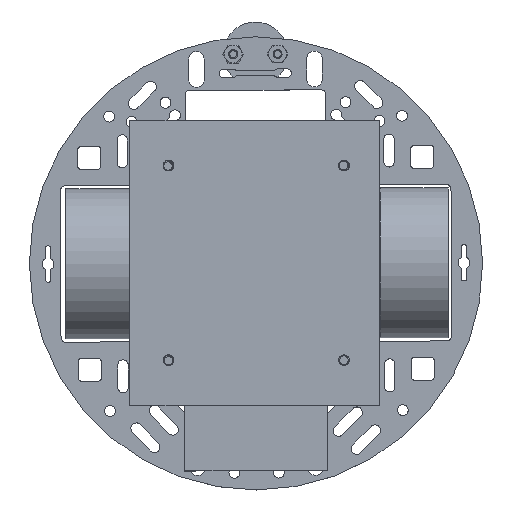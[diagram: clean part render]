
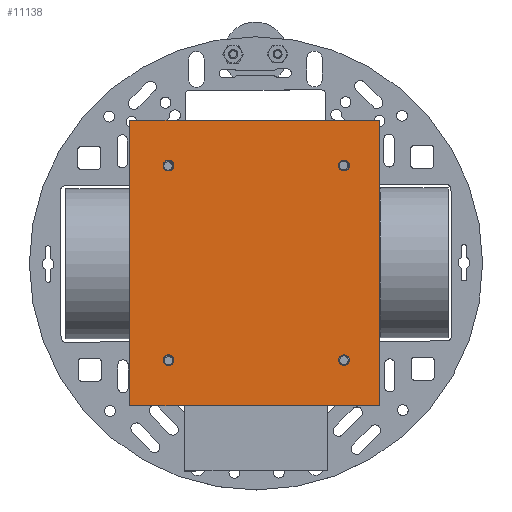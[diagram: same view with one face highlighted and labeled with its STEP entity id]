
A CAD part, top view. The second image highlights one B-rep face of the part: STEP entity #11138.
In plain terms, the highlighted planar face has unit normal (0, 0, 1).
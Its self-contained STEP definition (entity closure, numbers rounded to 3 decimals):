
#716=FACE_BOUND('',#3009,.T.);
#717=FACE_BOUND('',#3010,.T.);
#718=FACE_BOUND('',#3011,.T.);
#719=FACE_BOUND('',#3012,.T.);
#1550=CIRCLE('',#12284,1.5);
#1552=CIRCLE('',#12287,1.5);
#1554=CIRCLE('',#12290,1.5);
#1556=CIRCLE('',#12294,1.5);
#2144=FACE_OUTER_BOUND('',#3008,.T.);
#3008=EDGE_LOOP('',(#9989,#9990,#9991,#9992));
#3009=EDGE_LOOP('',(#9993));
#3010=EDGE_LOOP('',(#9994));
#3011=EDGE_LOOP('',(#9995));
#3012=EDGE_LOOP('',(#9996));
#3836=LINE('',#19216,#4602);
#3840=LINE('',#19224,#4606);
#3843=LINE('',#19230,#4609);
#3846=LINE('',#19250,#4612);
#4602=VECTOR('',#15302,80.);
#4606=VECTOR('',#15308,70.);
#4609=VECTOR('',#15313,80.);
#4612=VECTOR('',#15336,70.);
#5577=VERTEX_POINT('',#19214);
#5578=VERTEX_POINT('',#19215);
#5581=VERTEX_POINT('',#19223);
#5583=VERTEX_POINT('',#19229);
#5586=VERTEX_POINT('',#19237);
#5588=VERTEX_POINT('',#19242);
#5590=VERTEX_POINT('',#19247);
#5592=VERTEX_POINT('',#19255);
#7061=EDGE_CURVE('',#5577,#5578,#3836,.T.);
#7065=EDGE_CURVE('',#5578,#5581,#3840,.T.);
#7068=EDGE_CURVE('',#5581,#5583,#3843,.T.);
#7072=EDGE_CURVE('',#5586,#5586,#1550,.T.);
#7074=EDGE_CURVE('',#5588,#5588,#1552,.T.);
#7076=EDGE_CURVE('',#5590,#5590,#1554,.T.);
#7077=EDGE_CURVE('',#5583,#5577,#3846,.T.);
#7080=EDGE_CURVE('',#5592,#5592,#1556,.T.);
#9989=ORIENTED_EDGE('',*,*,#7061,.T.);
#9990=ORIENTED_EDGE('',*,*,#7065,.T.);
#9991=ORIENTED_EDGE('',*,*,#7068,.T.);
#9992=ORIENTED_EDGE('',*,*,#7077,.T.);
#9993=ORIENTED_EDGE('',*,*,#7076,.F.);
#9994=ORIENTED_EDGE('',*,*,#7074,.F.);
#9995=ORIENTED_EDGE('',*,*,#7072,.F.);
#9996=ORIENTED_EDGE('',*,*,#7080,.F.);
#10576=PLANE('',#12296);
#11138=ADVANCED_FACE('',(#2144,#716,#717,#718,#719),#10576,.T.);
#12284=AXIS2_PLACEMENT_3D('',#19238,#15320,#15321);
#12287=AXIS2_PLACEMENT_3D('',#19243,#15326,#15327);
#12290=AXIS2_PLACEMENT_3D('',#19248,#15332,#15333);
#12294=AXIS2_PLACEMENT_3D('',#19256,#15342,#15343);
#12296=AXIS2_PLACEMENT_3D('',#19258,#15346,#15347);
#15302=DIRECTION('',(-1.,0.,0.));
#15308=DIRECTION('',(0.,-1.,0.));
#15313=DIRECTION('',(1.,0.,0.));
#15320=DIRECTION('center_axis',(0.,0.,1.));
#15321=DIRECTION('ref_axis',(1.,0.,0.));
#15326=DIRECTION('center_axis',(0.,0.,1.));
#15327=DIRECTION('ref_axis',(1.,0.,0.));
#15332=DIRECTION('center_axis',(0.,0.,1.));
#15333=DIRECTION('ref_axis',(1.,0.,0.));
#15336=DIRECTION('',(0.,1.,0.));
#15342=DIRECTION('center_axis',(0.,0.,1.));
#15343=DIRECTION('ref_axis',(1.,0.,0.));
#15346=DIRECTION('center_axis',(0.,0.,1.));
#15347=DIRECTION('ref_axis',(1.,0.,0.));
#19214=CARTESIAN_POINT('',(70.,0.,0.));
#19215=CARTESIAN_POINT('',(-10.,0.,0.));
#19216=CARTESIAN_POINT('',(70.,0.,0.));
#19223=CARTESIAN_POINT('',(-10.,-70.,0.));
#19224=CARTESIAN_POINT('',(-10.,0.,0.));
#19229=CARTESIAN_POINT('',(70.,-70.,0.));
#19230=CARTESIAN_POINT('',(-10.,-70.,0.));
#19237=CARTESIAN_POINT('',(58.763,-60.,0.));
#19238=CARTESIAN_POINT('Origin',(57.263,-60.,0.));
#19242=CARTESIAN_POINT('',(4.238,-10.844,0.));
#19243=CARTESIAN_POINT('Origin',(2.738,-10.844,0.));
#19247=CARTESIAN_POINT('',(4.238,-60.,0.));
#19248=CARTESIAN_POINT('Origin',(2.738,-60.,0.));
#19250=CARTESIAN_POINT('',(70.,-70.,0.));
#19255=CARTESIAN_POINT('',(58.763,-10.844,0.));
#19256=CARTESIAN_POINT('Origin',(57.263,-10.844,0.));
#19258=CARTESIAN_POINT('Origin',(2.738,-60.,0.));
